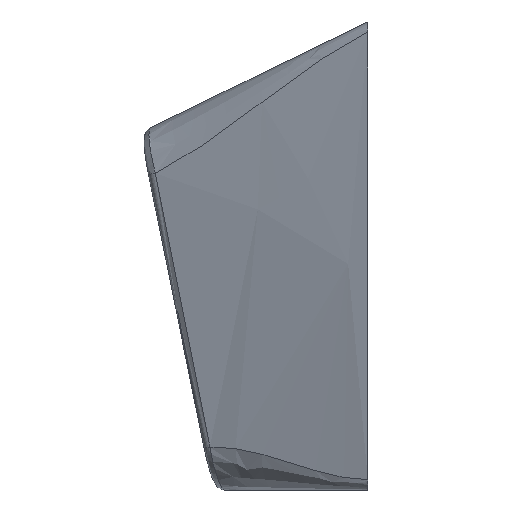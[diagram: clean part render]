
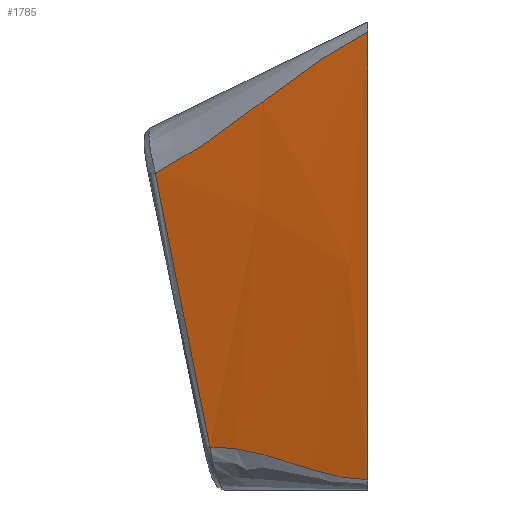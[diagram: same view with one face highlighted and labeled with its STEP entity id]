
A CAD part, left-side view. The second image highlights one B-rep face of the part: STEP entity #1785.
In plain terms, the highlighted free-form (B-spline) face has degree [3, 1] with [6, 2] control points.
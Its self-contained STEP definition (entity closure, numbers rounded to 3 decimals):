
#1562=VERTEX_POINT('',#1563);
#1563=CARTESIAN_POINT('',(0.0,0.0,-0.383));
#1575=EDGE_CURVE('',#1562,#1576,#1578,.F.);
#1576=VERTEX_POINT('',#1577);
#1577=CARTESIAN_POINT('',(0.0,0.0,-17.6));
#1578=LINE('',#1579,#1580);
#1579=CARTESIAN_POINT('',(0.0,0.0,0.0));
#1580=VECTOR('',#1581,1.0);
#1581=DIRECTION('',(0.0,0.0,1.0));
#1785=ADVANCED_FACE('',(#1786),#1893,.F.);
#1786=FACE_BOUND('',#1787,.T.);
#1787=EDGE_LOOP('',(#1788,#1830,#1845,#1892));
#1788=ORIENTED_EDGE('',*,*,#1789,.T.);
#1789=EDGE_CURVE('',#1562,#1790,#1792,.T.);
#1790=VERTEX_POINT('',#1791);
#1791=CARTESIAN_POINT('',(2.897,8.171,-5.816));
#1792=B_SPLINE_CURVE_WITH_KNOTS('',4,(#1793,#1794,#1795,#1796,#1797,#1798,#1799,#1800,#1801,#1802,#1803,#1804,#1805,#1806,#1807,#1808,#1809,#1810,#1811,#1812,#1813,#1814,#1815,#1816,#1817,#1818,#1819,#1820,#1821,#1822,#1823,#1824,#1825,#1826,#1827,#1828,#1829),.UNSPECIFIED.,.F.,.U.,(5,4,4,4,4,4,4,4,4,5),(0.0,0.125,0.25,0.375,0.5,0.625,0.75,0.875,0.938,0.969),.UNSPECIFIED.);
#1793=CARTESIAN_POINT('',(0.,0.,-0.383));
#1794=CARTESIAN_POINT('',(0.092,0.267,-0.517));
#1795=CARTESIAN_POINT('',(0.185,0.539,-0.664));
#1796=CARTESIAN_POINT('',(0.28,0.815,-0.823));
#1797=CARTESIAN_POINT('',(0.377,1.096,-0.993));
#1798=CARTESIAN_POINT('',(0.464,1.35,-1.148));
#1799=CARTESIAN_POINT('',(0.555,1.612,-1.315));
#1800=CARTESIAN_POINT('',(0.648,1.881,-1.494));
#1801=CARTESIAN_POINT('',(0.744,2.157,-1.683));
#1802=CARTESIAN_POINT('',(0.827,2.394,-1.847));
#1803=CARTESIAN_POINT('',(0.915,2.647,-2.026));
#1804=CARTESIAN_POINT('',(1.008,2.914,-2.219));
#1805=CARTESIAN_POINT('',(1.107,3.195,-2.426));
#1806=CARTESIAN_POINT('',(1.177,3.392,-2.572));
#1807=CARTESIAN_POINT('',(1.261,3.63,-2.75));
#1808=CARTESIAN_POINT('',(1.359,3.906,-2.958));
#1809=CARTESIAN_POINT('',(1.471,4.222,-3.195));
#1810=CARTESIAN_POINT('',(1.613,4.619,-3.495));
#1811=CARTESIAN_POINT('',(1.722,4.921,-3.72));
#1812=CARTESIAN_POINT('',(1.798,5.131,-3.876));
#1813=CARTESIAN_POINT('',(1.84,5.249,-3.962));
#1814=CARTESIAN_POINT('',(1.946,5.542,-4.177));
#1815=CARTESIAN_POINT('',(2.044,5.813,-4.37));
#1816=CARTESIAN_POINT('',(2.134,6.062,-4.544));
#1817=CARTESIAN_POINT('',(2.217,6.289,-4.698));
#1818=CARTESIAN_POINT('',(2.321,6.575,-4.89));
#1819=CARTESIAN_POINT('',(2.419,6.847,-5.067));
#1820=CARTESIAN_POINT('',(2.514,7.107,-5.227));
#1821=CARTESIAN_POINT('',(2.604,7.355,-5.373));
#1822=CARTESIAN_POINT('',(2.654,7.495,-5.455));
#1823=CARTESIAN_POINT('',(2.704,7.633,-5.533));
#1824=CARTESIAN_POINT('',(2.753,7.769,-5.607));
#1825=CARTESIAN_POINT('',(2.801,7.902,-5.677));
#1826=CARTESIAN_POINT('',(2.819,7.952,-5.704));
#1827=CARTESIAN_POINT('',(2.841,8.014,-5.736));
#1828=CARTESIAN_POINT('',(2.867,8.087,-5.774));
#1829=CARTESIAN_POINT('',(2.897,8.171,-5.816));
#1830=ORIENTED_EDGE('',*,*,#1831,.T.);
#1831=EDGE_CURVE('',#1790,#1832,#1834,.T.);
#1832=VERTEX_POINT('',#1833);
#1833=CARTESIAN_POINT('',(2.877,6.073,-16.346));
#1834=B_SPLINE_CURVE_WITH_KNOTS('',3,(#1835,#1836,#1837,#1838,#1839,#1840,#1841,#1842,#1843,#1844),.UNSPECIFIED.,.F.,.U.,(4,2,2,2,4),(-5.158,0.,5.369,10.738,15.896),.UNSPECIFIED.);
#1835=CARTESIAN_POINT('',(2.906,9.187,-0.759));
#1836=CARTESIAN_POINT('',(2.903,8.848,-2.445));
#1837=CARTESIAN_POINT('',(2.9,8.509,-4.13));
#1838=CARTESIAN_POINT('',(2.894,7.819,-7.571));
#1839=CARTESIAN_POINT('',(2.891,7.468,-9.326));
#1840=CARTESIAN_POINT('',(2.884,6.768,-12.836));
#1841=CARTESIAN_POINT('',(2.88,6.42,-14.591));
#1842=CARTESIAN_POINT('',(2.873,5.739,-18.033));
#1843=CARTESIAN_POINT('',(2.869,5.407,-19.72));
#1844=CARTESIAN_POINT('',(2.866,5.077,-21.407));
#1845=ORIENTED_EDGE('',*,*,#1846,.T.);
#1846=EDGE_CURVE('',#1832,#1576,#1847,.T.);
#1847=B_SPLINE_CURVE_WITH_KNOTS('',4,(#1848,#1849,#1850,#1851,#1852,#1853,#1854,#1855,#1856,#1857,#1858,#1859,#1860,#1861,#1862,#1863,#1864,#1865,#1866,#1867,#1868,#1869,#1870,#1871,#1872,#1873,#1874,#1875,#1876,#1877,#1878,#1879,#1880,#1881,#1882,#1883,#1884,#1885,#1886,#1887,#1888,#1889,#1890,#1891),.UNSPECIFIED.,.F.,.U.,(5,4,4,4,4,4,4,3,4,4,4,5),(0.038,0.063,0.125,0.25,0.375,0.438,0.5,0.509,0.625,0.75,0.875,1.0),.UNSPECIFIED.);
#1848=CARTESIAN_POINT('',(2.877,6.073,-16.347));
#1849=CARTESIAN_POINT('',(2.856,6.029,-16.345));
#1850=CARTESIAN_POINT('',(2.839,5.992,-16.345));
#1851=CARTESIAN_POINT('',(2.825,5.962,-16.344));
#1852=CARTESIAN_POINT('',(2.813,5.938,-16.344));
#1853=CARTESIAN_POINT('',(2.768,5.841,-16.344));
#1854=CARTESIAN_POINT('',(2.723,5.743,-16.346));
#1855=CARTESIAN_POINT('',(2.676,5.643,-16.35));
#1856=CARTESIAN_POINT('',(2.629,5.54,-16.358));
#1857=CARTESIAN_POINT('',(2.544,5.358,-16.371));
#1858=CARTESIAN_POINT('',(2.455,5.165,-16.393));
#1859=CARTESIAN_POINT('',(2.362,4.961,-16.425));
#1860=CARTESIAN_POINT('',(2.264,4.746,-16.467));
#1861=CARTESIAN_POINT('',(2.186,4.577,-16.501));
#1862=CARTESIAN_POINT('',(2.099,4.389,-16.543));
#1863=CARTESIAN_POINT('',(2.004,4.181,-16.595));
#1864=CARTESIAN_POINT('',(1.899,3.954,-16.659));
#1865=CARTESIAN_POINT('',(1.862,3.873,-16.681));
#1866=CARTESIAN_POINT('',(1.819,3.78,-16.708));
#1867=CARTESIAN_POINT('',(1.77,3.675,-16.739));
#1868=CARTESIAN_POINT('',(1.716,3.558,-16.774));
#1869=CARTESIAN_POINT('',(1.67,3.459,-16.804));
#1870=CARTESIAN_POINT('',(1.624,3.36,-16.835));
#1871=CARTESIAN_POINT('',(1.578,3.261,-16.866));
#1872=CARTESIAN_POINT('',(1.531,3.163,-16.897));
#1873=CARTESIAN_POINT('',(1.523,3.146,-16.903));
#1874=CARTESIAN_POINT('',(1.516,3.129,-16.908));
#1875=CARTESIAN_POINT('',(1.508,3.112,-16.913));
#1876=CARTESIAN_POINT('',(1.404,2.89,-16.984));
#1877=CARTESIAN_POINT('',(1.315,2.701,-17.045));
#1878=CARTESIAN_POINT('',(1.232,2.528,-17.1));
#1879=CARTESIAN_POINT('',(1.158,2.371,-17.149));
#1880=CARTESIAN_POINT('',(1.055,2.157,-17.215));
#1881=CARTESIAN_POINT('',(0.958,1.954,-17.275));
#1882=CARTESIAN_POINT('',(0.865,1.762,-17.329));
#1883=CARTESIAN_POINT('',(0.777,1.581,-17.375));
#1884=CARTESIAN_POINT('',(0.676,1.372,-17.428));
#1885=CARTESIAN_POINT('',(0.578,1.172,-17.473));
#1886=CARTESIAN_POINT('',(0.483,0.978,-17.51));
#1887=CARTESIAN_POINT('',(0.39,0.79,-17.539));
#1888=CARTESIAN_POINT('',(0.291,0.589,-17.569));
#1889=CARTESIAN_POINT('',(0.193,0.391,-17.59));
#1890=CARTESIAN_POINT('',(0.096,0.194,-17.6));
#1891=CARTESIAN_POINT('',(0.,0.,-17.6));
#1892=ORIENTED_EDGE('',*,*,#1575,.F.);
#1893=B_SPLINE_SURFACE_WITH_KNOTS('',3,1,((#1894,#1895),(#1896,#1897),(#1898,#1899),(#1900,#1901),(#1902,#1903),(#1904,#1905)),.UNSPECIFIED.,.F.,.F.,.U.,(4,2,4),(2,2),(0.0,0.5,1.0),(0.0,1.0),.UNSPECIFIED.);
#1894=CARTESIAN_POINT('',(0.0,0.0,-18.0));
#1895=CARTESIAN_POINT('',(0.0,0.0,0.0));
#1896=CARTESIAN_POINT('',(0.5,1.0,-18.0));
#1897=CARTESIAN_POINT('',(0.5,1.467,-0.714));
#1898=CARTESIAN_POINT('',(1.0,2.0,-18.0));
#1899=CARTESIAN_POINT('',(1.0,2.933,-1.428));
#1900=CARTESIAN_POINT('',(2.0,4.0,-18.0));
#1901=CARTESIAN_POINT('',(2.0,5.867,-2.855));
#1902=CARTESIAN_POINT('',(2.5,5.0,-18.0));
#1903=CARTESIAN_POINT('',(2.5,7.333,-3.569));
#1904=CARTESIAN_POINT('',(3.0,6.0,-18.0));
#1905=CARTESIAN_POINT('',(3.0,8.8,-4.283));
